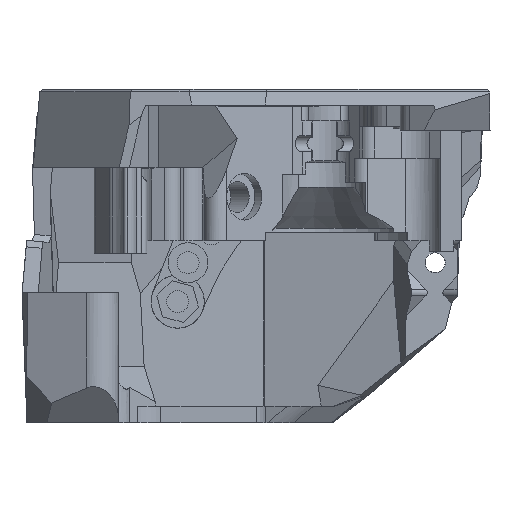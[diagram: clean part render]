
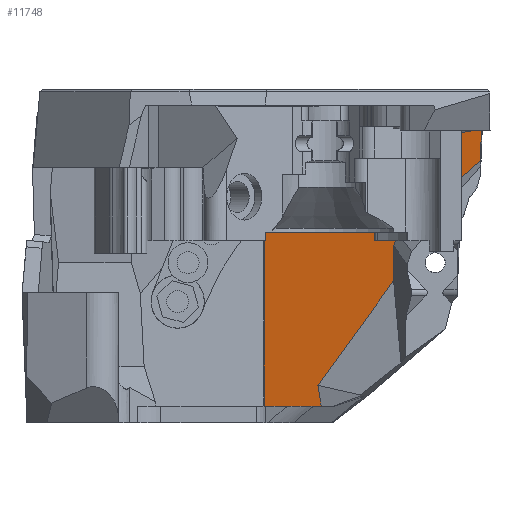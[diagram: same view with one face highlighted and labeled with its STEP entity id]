
A CAD part, left-side view. The second image highlights one B-rep face of the part: STEP entity #11748.
In plain terms, the highlighted face is planar.
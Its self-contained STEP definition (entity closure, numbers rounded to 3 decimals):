
#699=PLANE('',#12816);
#1308=FACE_OUTER_BOUND('',#1973,.T.);
#1973=EDGE_LOOP('',(#10802,#10803,#10804,#10805,#10806,#10807,#10808,#10809,
#10810,#10811,#10812));
#2847=LINE('',#20385,#4015);
#2863=LINE('',#20424,#4031);
#2866=LINE('',#20430,#4034);
#2868=LINE('',#20436,#4036);
#3019=LINE('',#20751,#4187);
#3028=LINE('',#20768,#4196);
#3029=LINE('',#20771,#4197);
#3033=LINE('',#20778,#4201);
#3068=LINE('',#20853,#4236);
#3070=LINE('',#20856,#4238);
#3141=LINE('',#21564,#4309);
#4015=VECTOR('',#15454,10.481);
#4031=VECTOR('',#15482,10.314);
#4034=VECTOR('',#15487,10.);
#4036=VECTOR('',#15493,10.);
#4187=VECTOR('',#15750,10.);
#4196=VECTOR('',#15763,10.);
#4197=VECTOR('',#15766,10.058);
#4201=VECTOR('',#15772,10.);
#4236=VECTOR('',#15843,10.);
#4238=VECTOR('',#15847,10.);
#4309=VECTOR('',#16012,10.499);
#5592=VERTEX_POINT('',#20382);
#5593=VERTEX_POINT('',#20384);
#5610=VERTEX_POINT('',#20422);
#5612=VERTEX_POINT('',#20428);
#5614=VERTEX_POINT('',#20435);
#5724=VERTEX_POINT('',#20748);
#5725=VERTEX_POINT('',#20750);
#5731=VERTEX_POINT('',#20766);
#5732=VERTEX_POINT('',#20770);
#5734=VERTEX_POINT('',#20777);
#5756=VERTEX_POINT('',#20852);
#7178=EDGE_CURVE('',#5593,#5592,#2847,.T.);
#7198=EDGE_CURVE('',#5592,#5610,#2863,.T.);
#7201=EDGE_CURVE('',#5612,#5610,#2866,.T.);
#7204=EDGE_CURVE('',#5593,#5614,#2868,.T.);
#7361=EDGE_CURVE('',#5725,#5724,#3019,.T.);
#7370=EDGE_CURVE('',#5724,#5731,#3028,.T.);
#7371=EDGE_CURVE('',#5731,#5732,#3029,.T.);
#7375=EDGE_CURVE('',#5725,#5734,#3033,.T.);
#7413=EDGE_CURVE('',#5756,#5734,#3068,.T.);
#7415=EDGE_CURVE('',#5756,#5612,#3070,.T.);
#7511=EDGE_CURVE('',#5732,#5614,#3141,.T.);
#10802=ORIENTED_EDGE('',*,*,#7198,.T.);
#10803=ORIENTED_EDGE('',*,*,#7201,.F.);
#10804=ORIENTED_EDGE('',*,*,#7415,.F.);
#10805=ORIENTED_EDGE('',*,*,#7413,.T.);
#10806=ORIENTED_EDGE('',*,*,#7375,.F.);
#10807=ORIENTED_EDGE('',*,*,#7361,.T.);
#10808=ORIENTED_EDGE('',*,*,#7370,.T.);
#10809=ORIENTED_EDGE('',*,*,#7371,.T.);
#10810=ORIENTED_EDGE('',*,*,#7511,.T.);
#10811=ORIENTED_EDGE('',*,*,#7204,.F.);
#10812=ORIENTED_EDGE('',*,*,#7178,.T.);
#11748=ADVANCED_FACE('',(#1308),#699,.F.);
#12816=AXIS2_PLACEMENT_3D('',#21563,#16010,#16011);
#15454=DIRECTION('',(0.086,-0.983,0.165));
#15482=DIRECTION('',(-0.122,-0.803,-0.583));
#15487=DIRECTION('',(-0.042,0.999,0.001));
#15493=DIRECTION('',(0.259,0.,0.966));
#15750=DIRECTION('',(0.259,0.002,0.966));
#15763=DIRECTION('',(0.25,0.154,0.956));
#15766=DIRECTION('',(0.228,0.353,0.907));
#15772=DIRECTION('',(-0.041,0.999,0.004));
#15843=DIRECTION('',(-0.17,-0.654,-0.737));
#15847=DIRECTION('',(0.061,0.925,0.374));
#16010=DIRECTION('center_axis',(0.965,0.041,-0.259));
#16011=DIRECTION('ref_axis',(-0.259,0.,-0.966));
#16012=DIRECTION('',(-0.041,0.999,0.004));
#20382=CARTESIAN_POINT('',(31.54,36.341,87.341));
#20384=CARTESIAN_POINT('',(31.266,39.48,86.814));
#20385=CARTESIAN_POINT('',(31.931,31.857,88.094));
#20422=CARTESIAN_POINT('',(29.148,20.648,75.95));
#20424=CARTESIAN_POINT('',(29.386,22.208,77.082));
#20428=CARTESIAN_POINT('',(29.37,15.372,75.946));
#20430=CARTESIAN_POINT('',(29.214,19.082,75.949));
#20435=CARTESIAN_POINT('',(33.575,39.48,95.426));
#20436=CARTESIAN_POINT('',(29.135,39.48,78.866));
#20748=CARTESIAN_POINT('',(26.908,-1.929,64.041));
#20750=CARTESIAN_POINT('',(26.577,-1.932,62.807));
#20751=CARTESIAN_POINT('',(30.895,-1.901,78.916));
#20766=CARTESIAN_POINT('',(27.313,-1.678,65.592));
#20768=CARTESIAN_POINT('',(31.417,0.86,81.297));
#20770=CARTESIAN_POINT('',(34.796,9.886,95.319));
#20771=CARTESIAN_POINT('',(32.142,5.786,84.777));
#20777=CARTESIAN_POINT('',(26.393,2.542,62.823));
#20778=CARTESIAN_POINT('',(25.732,18.572,62.881));
#20852=CARTESIAN_POINT('',(29.249,13.542,75.206));
#20853=CARTESIAN_POINT('',(29.178,13.271,74.901));
#20856=CARTESIAN_POINT('',(29.34,14.917,75.762));
#21563=CARTESIAN_POINT('Origin',(26.576,18.515,66.022));
#21564=CARTESIAN_POINT('',(34.446,18.364,95.35));
